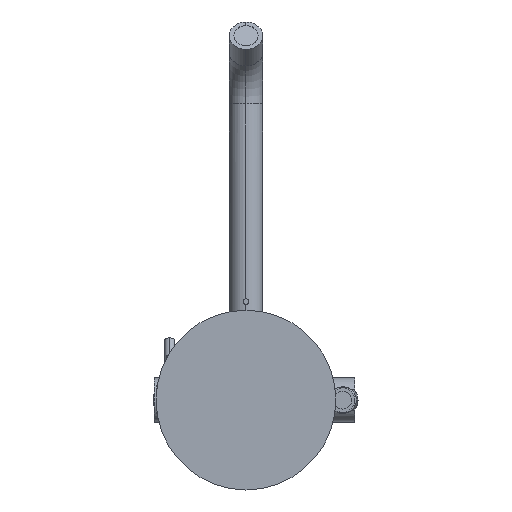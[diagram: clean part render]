
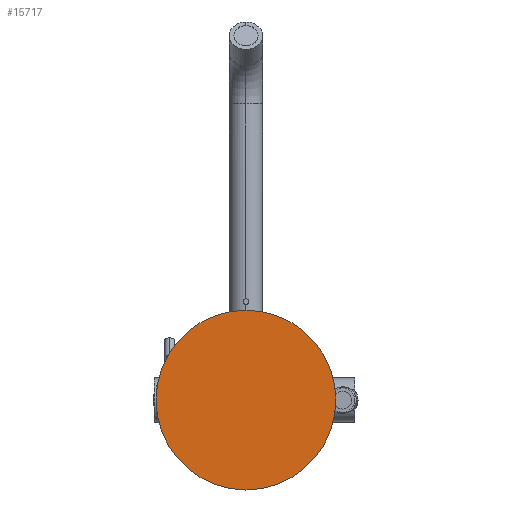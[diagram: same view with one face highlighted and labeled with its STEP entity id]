
A CAD part, front view. The second image highlights one B-rep face of the part: STEP entity #15717.
In plain terms, the highlighted planar face has unit normal (0, -1, 0).
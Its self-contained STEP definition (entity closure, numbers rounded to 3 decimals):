
#3371=CARTESIAN_POINT('',(0.,0.,0.));
#3372=DIRECTION('',(0.,1.,0.));
#3373=DIRECTION('',(1.,0.,0.));
#3374=AXIS2_PLACEMENT_3D('',#3371,#3372,#3373);
#3376=CARTESIAN_POINT('',(0.,0.,0.));
#3377=DIRECTION('',(0.,-1.,0.));
#3378=DIRECTION('',(1.,0.,0.));
#3379=AXIS2_PLACEMENT_3D('',#3376,#3377,#3378);
#9493=CARTESIAN_POINT('',(70.,0.,0.));
#9495=VERTEX_POINT('',#9493);
#9497=CARTESIAN_POINT('',(-70.,0.,0.));
#9499=VERTEX_POINT('',#9497);
#15708=CARTESIAN_POINT('',(0.,0.,0.));
#15709=DIRECTION('',(0.,1.,0.));
#15710=DIRECTION('',(1.,0.,0.));
#15711=AXIS2_PLACEMENT_3D('',#15708,#15709,#15710);
#15712=PLANE('',#15711);
#15713=ORIENTED_EDGE('',*,*,#15694,.F.);
#15714=ORIENTED_EDGE('',*,*,#15676,.T.);
#15715=EDGE_LOOP('',(#15713,#15714));
#15716=FACE_OUTER_BOUND('',#15715,.F.);
#15717=ADVANCED_FACE('',(#15716),#15712,.F.);
#3375=CIRCLE('',#3374,70.);
#3380=CIRCLE('',#3379,70.);
#15676=EDGE_CURVE('',#9495,#9499,#3375,.T.);
#15694=EDGE_CURVE('',#9495,#9499,#3380,.T.);
